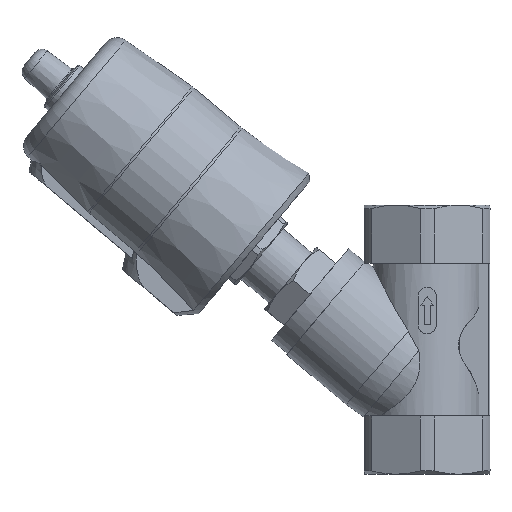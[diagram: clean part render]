
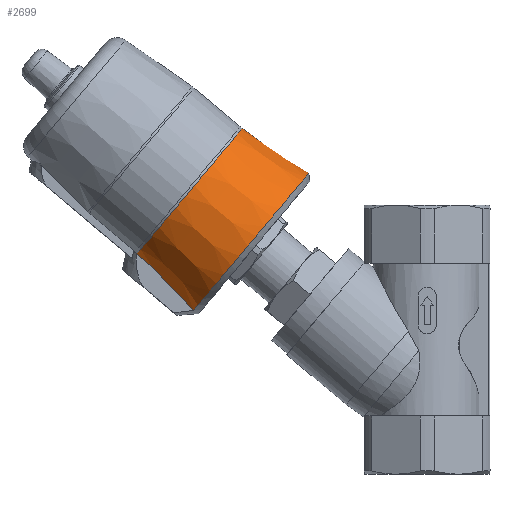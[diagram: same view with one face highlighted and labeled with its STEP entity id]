
A CAD part, left-side view. The second image highlights one B-rep face of the part: STEP entity #2699.
In plain terms, the highlighted conical face has half-angle 5.9 degrees and reference radius 28.042 mm.
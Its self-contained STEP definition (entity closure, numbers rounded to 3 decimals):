
#49=CONICAL_SURFACE('',#2968,28.042,0.103);
#529=B_SPLINE_CURVE_WITH_KNOTS('',3,(#4424,#4425,#4426,#4427,#4428,#4429,
#4430,#4431,#4432,#4433,#4434,#4435,#4436,#4437,#4438,#4439,#4440,#4441,
#4442,#4443,#4444,#4445,#4446,#4447,#4448,#4449,#4450,#4451,#4452,#4453,
#4454,#4455,#4456,#4457,#4458,#4459,#4460,#4461,#4462,#4463,#4464),
 .UNSPECIFIED.,.F.,.F.,(4,1,1,1,1,1,1,1,1,1,1,1,1,1,1,1,1,1,1,1,1,1,1,1,
1,1,1,1,1,1,1,1,1,1,1,1,1,1,4),(0.01,0.016,0.021,
0.026,0.032,0.037,0.043,
0.048,0.053,0.059,0.064,
0.07,0.075,0.08,0.083,
0.086,0.091,0.094,0.097,
0.102,0.105,0.107,0.113,
0.118,0.121,0.124,0.129,
0.132,0.134,0.14,0.143,
0.145,0.151,0.156,0.161,
0.167,0.172,0.178,0.183),
 .UNSPECIFIED.);
#543=B_SPLINE_CURVE_WITH_KNOTS('',3,(#4609,#4610,#4611,#4612),
 .UNSPECIFIED.,.F.,.F.,(4,4),(0.035,0.042),
 .UNSPECIFIED.);
#544=B_SPLINE_CURVE_WITH_KNOTS('',3,(#4624,#4625,#4626,#4627),
 .UNSPECIFIED.,.F.,.F.,(4,4),(0.054,0.055),
 .UNSPECIFIED.);
#547=B_SPLINE_CURVE_WITH_KNOTS('',3,(#4641,#4642,#4643,#4644),
 .UNSPECIFIED.,.F.,.F.,(4,4),(0.054,0.055),
 .UNSPECIFIED.);
#548=B_SPLINE_CURVE_WITH_KNOTS('',3,(#4654,#4655,#4656,#4657),
 .UNSPECIFIED.,.F.,.F.,(4,4),(0.,0.007),
 .UNSPECIFIED.);
#549=B_SPLINE_CURVE_WITH_KNOTS('',3,(#4661,#4662,#4663,#4664),
 .UNSPECIFIED.,.F.,.F.,(4,4),(0.007,0.026),
 .UNSPECIFIED.);
#550=B_SPLINE_CURVE_WITH_KNOTS('',3,(#4665,#4666,#4667,#4668),
 .UNSPECIFIED.,.F.,.F.,(4,4),(0.007,0.026),
 .UNSPECIFIED.);
#872=ORIENTED_EDGE('',*,*,#1593,.T.);
#873=ORIENTED_EDGE('',*,*,#1535,.T.);
#874=ORIENTED_EDGE('',*,*,#1594,.F.);
#875=ORIENTED_EDGE('',*,*,#1591,.T.);
#876=ORIENTED_EDGE('',*,*,#1589,.T.);
#877=ORIENTED_EDGE('',*,*,#1586,.F.);
#878=ORIENTED_EDGE('',*,*,#1585,.T.);
#879=ORIENTED_EDGE('',*,*,#1582,.T.);
#880=ORIENTED_EDGE('',*,*,#1580,.T.);
#881=ORIENTED_EDGE('',*,*,#1576,.T.);
#1535=EDGE_CURVE('',#1905,#1904,#529,.T.);
#1576=EDGE_CURVE('',#1938,#1939,#543,.T.);
#1580=EDGE_CURVE('',#1941,#1938,#2132,.F.);
#1582=EDGE_CURVE('',#1942,#1941,#544,.T.);
#1585=EDGE_CURVE('',#1943,#1942,#2133,.T.);
#1586=EDGE_CURVE('',#1943,#1944,#547,.T.);
#1589=EDGE_CURVE('',#1946,#1944,#2134,.F.);
#1591=EDGE_CURVE('',#1947,#1946,#548,.T.);
#1593=EDGE_CURVE('',#1939,#1905,#549,.T.);
#1594=EDGE_CURVE('',#1947,#1904,#550,.T.);
#1904=VERTEX_POINT('',#4423);
#1905=VERTEX_POINT('',#4465);
#1938=VERTEX_POINT('',#4613);
#1939=VERTEX_POINT('',#4614);
#1941=VERTEX_POINT('',#4621);
#1942=VERTEX_POINT('',#4628);
#1943=VERTEX_POINT('',#4638);
#1944=VERTEX_POINT('',#4645);
#1946=VERTEX_POINT('',#4651);
#1947=VERTEX_POINT('',#4658);
#2132=CIRCLE('',#2960,28.107);
#2133=CIRCLE('',#2963,28.042);
#2134=CIRCLE('',#2966,28.107);
#2272=EDGE_LOOP('',(#872,#873,#874,#875,#876,#877,#878,#879,#880,#881));
#2475=FACE_BOUND('',#2272,.T.);
#2699=ADVANCED_FACE('',(#2475),#49,.T.);
#2960=AXIS2_PLACEMENT_3D('',#4620,#3468,#3469);
#2963=AXIS2_PLACEMENT_3D('',#4639,#3475,#3476);
#2966=AXIS2_PLACEMENT_3D('',#4650,#3483,#3484);
#2968=AXIS2_PLACEMENT_3D('',#4660,#3489,#3490);
#3468=DIRECTION('',(-0.643,0.766,0.));
#3469=DIRECTION('',(-0.766,-0.643,0.));
#3475=DIRECTION('',(0.643,-0.766,0.));
#3476=DIRECTION('',(0.766,0.643,0.));
#3483=DIRECTION('',(-0.643,0.766,0.));
#3484=DIRECTION('',(-0.766,-0.643,0.));
#3489=DIRECTION('',(0.643,-0.766,0.));
#3490=DIRECTION('',(0.766,0.643,0.));
#4423=CARTESIAN_POINT('',(-54.777,78.086,10.));
#4424=CARTESIAN_POINT('',(-54.777,78.086,-10.));
#4425=CARTESIAN_POINT('',(-55.228,77.708,-11.714));
#4426=CARTESIAN_POINT('',(-56.342,76.773,-14.989));
#4427=CARTESIAN_POINT('',(-58.692,74.802,-19.529));
#4428=CARTESIAN_POINT('',(-61.563,72.393,-23.397));
#4429=CARTESIAN_POINT('',(-64.967,69.537,-26.605));
#4430=CARTESIAN_POINT('',(-68.679,66.422,-28.944));
#4431=CARTESIAN_POINT('',(-72.724,63.028,-30.428));
#4432=CARTESIAN_POINT('',(-76.824,59.588,-30.956));
#4433=CARTESIAN_POINT('',(-81.014,56.072,-30.532));
#4434=CARTESIAN_POINT('',(-85.003,52.725,-29.185));
#4435=CARTESIAN_POINT('',(-88.824,49.519,-26.905));
#4436=CARTESIAN_POINT('',(-92.216,46.673,-23.847));
#4437=CARTESIAN_POINT('',(-95.202,44.168,-19.989));
#4438=CARTESIAN_POINT('',(-97.18,42.508,-16.332));
#4439=CARTESIAN_POINT('',(-98.48,41.417,-13.1));
#4440=CARTESIAN_POINT('',(-99.54,40.528,-9.777));
#4441=CARTESIAN_POINT('',(-100.26,39.923,-6.305));
#4442=CARTESIAN_POINT('',(-100.627,39.615,-2.689));
#4443=CARTESIAN_POINT('',(-100.746,39.515,0.902));
#4444=CARTESIAN_POINT('',(-100.507,39.716,4.495));
#4445=CARTESIAN_POINT('',(-99.898,40.227,8.051));
#4446=CARTESIAN_POINT('',(-99.065,40.926,11.47));
#4447=CARTESIAN_POINT('',(-97.59,42.163,15.573));
#4448=CARTESIAN_POINT('',(-95.583,43.847,19.277));
#4449=CARTESIAN_POINT('',(-93.718,45.412,21.91));
#4450=CARTESIAN_POINT('',(-91.651,47.147,24.356));
#4451=CARTESIAN_POINT('',(-89.374,49.057,26.404));
#4452=CARTESIAN_POINT('',(-86.925,51.112,28.041));
#4453=CARTESIAN_POINT('',(-84.335,53.285,29.411));
#4454=CARTESIAN_POINT('',(-81.665,55.526,30.308));
#4455=CARTESIAN_POINT('',(-78.929,57.821,30.746));
#4456=CARTESIAN_POINT('',(-76.134,60.166,30.867));
#4457=CARTESIAN_POINT('',(-72.72,63.031,30.427));
#4458=CARTESIAN_POINT('',(-68.677,66.423,28.943));
#4459=CARTESIAN_POINT('',(-64.964,69.539,26.603));
#4460=CARTESIAN_POINT('',(-61.559,72.396,23.392));
#4461=CARTESIAN_POINT('',(-58.692,74.802,19.529));
#4462=CARTESIAN_POINT('',(-56.339,76.776,14.984));
#4463=CARTESIAN_POINT('',(-55.226,77.71,11.705));
#4464=CARTESIAN_POINT('',(-54.777,78.086,10.));
#4465=CARTESIAN_POINT('',(-54.777,78.086,-10.));
#4609=CARTESIAN_POINT('',(-73.155,96.674,-7.808));
#4610=CARTESIAN_POINT('',(-71.753,95.004,-8.619));
#4611=CARTESIAN_POINT('',(-70.324,93.301,-9.335));
#4612=CARTESIAN_POINT('',(-68.887,91.588,-10.));
#4613=CARTESIAN_POINT('',(-73.155,96.674,-7.808));
#4614=CARTESIAN_POINT('',(-68.887,91.588,-10.));
#4620=CARTESIAN_POINT('',(-93.838,79.318,0.));
#4621=CARTESIAN_POINT('',(-73.315,96.539,-8.5));
#4624=CARTESIAN_POINT('',(-73.768,96.973,-8.5));
#4625=CARTESIAN_POINT('',(-73.617,96.828,-8.5));
#4626=CARTESIAN_POINT('',(-73.466,96.684,-8.5));
#4627=CARTESIAN_POINT('',(-73.315,96.539,-8.5));
#4628=CARTESIAN_POINT('',(-73.768,96.973,-8.5));
#4638=CARTESIAN_POINT('',(-73.768,96.973,8.5));
#4639=CARTESIAN_POINT('',(-94.239,79.796,0.));
#4641=CARTESIAN_POINT('',(-73.768,96.973,8.5));
#4642=CARTESIAN_POINT('',(-73.617,96.828,8.5));
#4643=CARTESIAN_POINT('',(-73.466,96.684,8.5));
#4644=CARTESIAN_POINT('',(-73.315,96.539,8.5));
#4645=CARTESIAN_POINT('',(-73.315,96.539,8.5));
#4650=CARTESIAN_POINT('',(-93.838,79.318,0.));
#4651=CARTESIAN_POINT('',(-73.155,96.674,7.808));
#4654=CARTESIAN_POINT('',(-68.887,91.588,10.));
#4655=CARTESIAN_POINT('',(-70.325,93.302,9.335));
#4656=CARTESIAN_POINT('',(-71.751,95.001,8.62));
#4657=CARTESIAN_POINT('',(-73.155,96.674,7.808));
#4658=CARTESIAN_POINT('',(-68.887,91.588,10.));
#4660=CARTESIAN_POINT('',(-94.239,79.796,0.));
#4661=CARTESIAN_POINT('',(-68.887,91.588,-10.));
#4662=CARTESIAN_POINT('',(-64.182,87.09,-10.));
#4663=CARTESIAN_POINT('',(-59.479,82.589,-10.));
#4664=CARTESIAN_POINT('',(-54.777,78.086,-10.));
#4665=CARTESIAN_POINT('',(-68.887,91.588,10.));
#4666=CARTESIAN_POINT('',(-64.182,87.09,10.));
#4667=CARTESIAN_POINT('',(-59.479,82.589,10.));
#4668=CARTESIAN_POINT('',(-54.777,78.086,10.));
